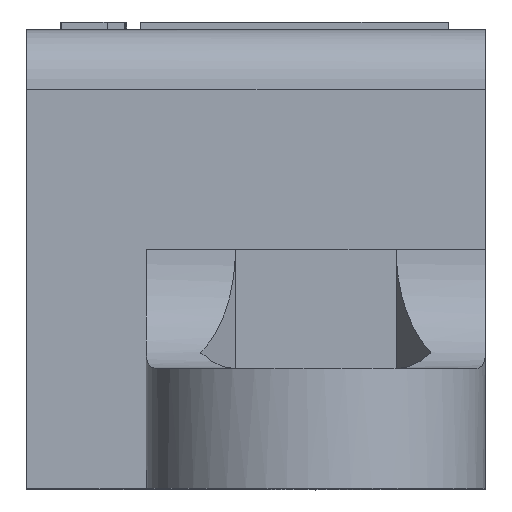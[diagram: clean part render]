
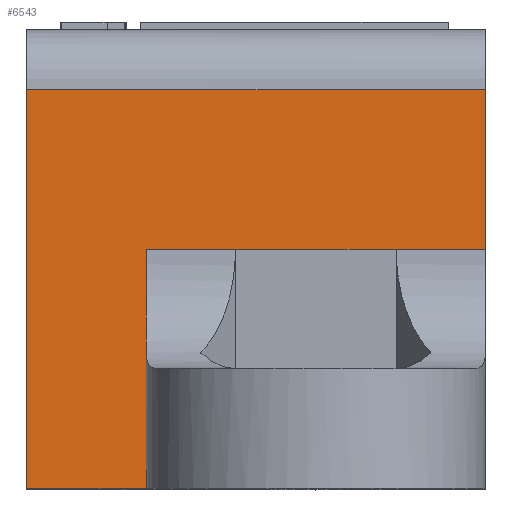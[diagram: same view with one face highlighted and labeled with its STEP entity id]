
A CAD part, top view. The second image highlights one B-rep face of the part: STEP entity #6543.
In plain terms, the highlighted planar face has unit normal (0, 0, 1).
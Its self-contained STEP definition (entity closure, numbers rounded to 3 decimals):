
#1 = CARTESIAN_POINT ( 'NONE',  ( 6.964, 1., 7.5 ) ) ;
#1561 = LINE ( 'NONE', #13615, #12495 ) ;
#2601 = EDGE_LOOP ( 'NONE', ( #23358, #13822, #29219, #17299, #13042, #15962, #13098, #37789 ) ) ;
#2798 = VERTEX_POINT ( 'NONE', #1 ) ;
#3512 = VECTOR ( 'NONE', #37018, 1000. ) ;
#3666 = DIRECTION ( 'NONE',  ( 0., 1., 0. ) ) ;
#3669 = CARTESIAN_POINT ( 'NONE',  ( 0.7, -5., 7.5 ) ) ;
#4426 = DIRECTION ( 'NONE',  ( 0., 0., 1. ) ) ;
#5985 = AXIS2_PLACEMENT_3D ( 'NONE', #42578, #4426, #28947 ) ;
#6160 = DIRECTION ( 'NONE',  ( 1., 0., 0. ) ) ;
#6543 = ADVANCED_FACE ( 'NONE', ( #28432 ), #11800, .T. ) ;
#7924 = DIRECTION ( 'NONE',  ( 1., 0., 0. ) ) ;
#8460 = VERTEX_POINT ( 'NONE', #22352 ) ;
#10236 = VERTEX_POINT ( 'NONE', #3669 ) ;
#11800 = PLANE ( 'NONE',  #5985 ) ;
#12495 = VECTOR ( 'NONE', #17090, 1000. ) ;
#13042 = ORIENTED_EDGE ( 'NONE', *, *, #15548, .T. ) ;
#13098 = ORIENTED_EDGE ( 'NONE', *, *, #41441, .T. ) ;
#13469 = VERTEX_POINT ( 'NONE', #43209 ) ;
#13615 = CARTESIAN_POINT ( 'NONE',  ( 0.7, 6.5, 7.5 ) ) ;
#13822 = ORIENTED_EDGE ( 'NONE', *, *, #36999, .F. ) ;
#15548 = EDGE_CURVE ( 'NONE', #39239, #19165, #35706, .T. ) ;
#15962 = ORIENTED_EDGE ( 'NONE', *, *, #19945, .T. ) ;
#16432 = CARTESIAN_POINT ( 'NONE',  ( 5.621, 1., 7.5 ) ) ;
#17090 = DIRECTION ( 'NONE',  ( 0., 1., 0. ) ) ;
#17299 = ORIENTED_EDGE ( 'NONE', *, *, #39154, .T. ) ;
#17311 = VECTOR ( 'NONE', #41022, 1000. ) ;
#17604 = VERTEX_POINT ( 'NONE', #20000 ) ;
#19165 = VERTEX_POINT ( 'NONE', #38659 ) ;
#19945 = EDGE_CURVE ( 'NONE', #19165, #2798, #28507, .T. ) ;
#20000 = CARTESIAN_POINT ( 'NONE',  ( -2.3, 5., 7.5 ) ) ;
#20258 = CARTESIAN_POINT ( 'NONE',  ( 9.2, 1., 7.5 ) ) ;
#20680 = CARTESIAN_POINT ( 'NONE',  ( 9.2, 5., 7.5 ) ) ;
#21707 = EDGE_CURVE ( 'NONE', #8460, #10236, #29325, .T. ) ;
#22352 = CARTESIAN_POINT ( 'NONE',  ( -2.3, -5., 7.5 ) ) ;
#23358 = ORIENTED_EDGE ( 'NONE', *, *, #25664, .F. ) ;
#25226 = VECTOR ( 'NONE', #6160, 1000. ) ;
#25526 = VECTOR ( 'NONE', #39260, 1000. ) ;
#25664 = EDGE_CURVE ( 'NONE', #17604, #31403, #31114, .T. ) ;
#27089 = CARTESIAN_POINT ( 'NONE',  ( 4.279, 1., 7.5 ) ) ;
#28432 = FACE_OUTER_BOUND ( 'NONE', #2601, .T. ) ;
#28507 = B_SPLINE_CURVE_WITH_KNOTS ( 'NONE', 3,
 ( #37435, #27089, #16432, #30654 ),
 .UNSPECIFIED., .F., .F.,
 ( 4, 4 ),
 ( 0., 1. ),
 .UNSPECIFIED. ) ;
#28947 = DIRECTION ( 'NONE',  ( 1., 0., 0. ) ) ;
#29219 = ORIENTED_EDGE ( 'NONE', *, *, #21707, .T. ) ;
#29325 = LINE ( 'NONE', #39739, #43967 ) ;
#30654 = CARTESIAN_POINT ( 'NONE',  ( 6.964, 1., 7.5 ) ) ;
#31062 = EDGE_CURVE ( 'NONE', #13469, #31403, #34642, .T. ) ;
#31114 = LINE ( 'NONE', #41069, #25226 ) ;
#31206 = VECTOR ( 'NONE', #3666, 1000. ) ;
#31403 = VERTEX_POINT ( 'NONE', #20680 ) ;
#31766 = LINE ( 'NONE', #20258, #3512 ) ;
#34642 = LINE ( 'NONE', #35594, #25526 ) ;
#34747 = CARTESIAN_POINT ( 'NONE',  ( -2.3, 3.563, 7.5 ) ) ;
#35513 = CARTESIAN_POINT ( 'NONE',  ( 0.7, 1., 7.5 ) ) ;
#35594 = CARTESIAN_POINT ( 'NONE',  ( 9.2, 3.563, 7.5 ) ) ;
#35706 = LINE ( 'NONE', #40563, #17311 ) ;
#36999 = EDGE_CURVE ( 'NONE', #8460, #17604, #39333, .T. ) ;
#37018 = DIRECTION ( 'NONE',  ( 1., 0., 0. ) ) ;
#37435 = CARTESIAN_POINT ( 'NONE',  ( 2.936, 1., 7.5 ) ) ;
#37789 = ORIENTED_EDGE ( 'NONE', *, *, #31062, .T. ) ;
#38659 = CARTESIAN_POINT ( 'NONE',  ( 2.936, 1., 7.5 ) ) ;
#39154 = EDGE_CURVE ( 'NONE', #10236, #39239, #1561, .T. ) ;
#39239 = VERTEX_POINT ( 'NONE', #35513 ) ;
#39260 = DIRECTION ( 'NONE',  ( 0., 1., 0. ) ) ;
#39333 = LINE ( 'NONE', #34747, #31206 ) ;
#39739 = CARTESIAN_POINT ( 'NONE',  ( 9.2, -5., 7.5 ) ) ;
#40563 = CARTESIAN_POINT ( 'NONE',  ( 9.2, 1., 7.5 ) ) ;
#41022 = DIRECTION ( 'NONE',  ( 1., 0., 0. ) ) ;
#41069 = CARTESIAN_POINT ( 'NONE',  ( 9.2, 5., 7.5 ) ) ;
#41441 = EDGE_CURVE ( 'NONE', #2798, #13469, #31766, .T. ) ;
#42578 = CARTESIAN_POINT ( 'NONE',  ( 9.2, 6.5, 7.5 ) ) ;
#43209 = CARTESIAN_POINT ( 'NONE',  ( 9.2, 1., 7.5 ) ) ;
#43967 = VECTOR ( 'NONE', #7924, 1000. ) ;
